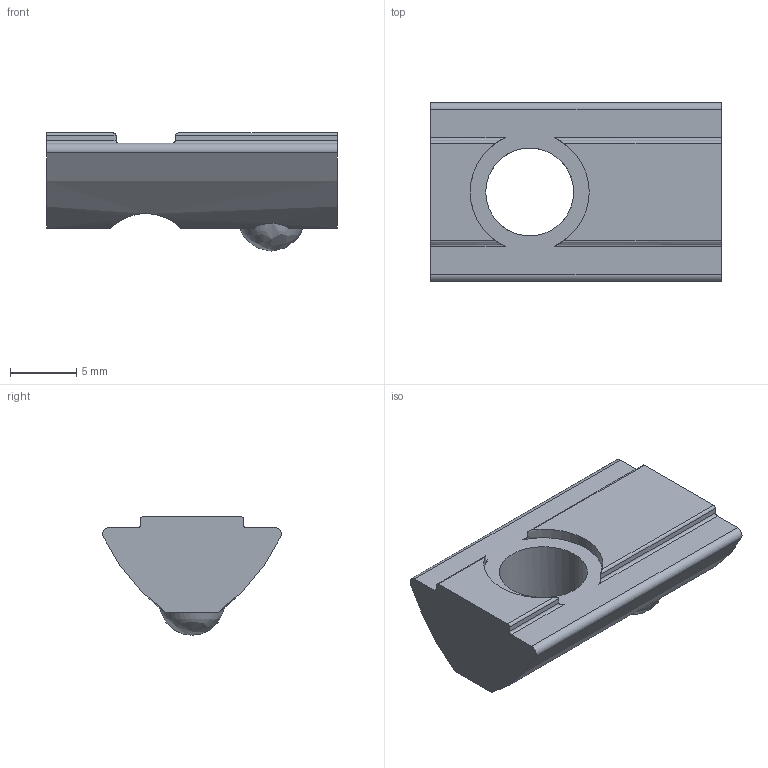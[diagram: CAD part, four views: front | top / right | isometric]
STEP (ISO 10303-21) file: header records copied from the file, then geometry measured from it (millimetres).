
FILE_DESCRIPTION (( 'STEP AP214' ), '1' );
FILE_NAME ('FIXE08E6543.STEP', '2025-10-01T14:41:48', ( '' ), ( '' ), 'SwSTEP 2.0', 'SolidWorks 2021', '' );
FILE_SCHEMA (( 'AUTOMOTIVE_DESIGN' ));
Length unit declared in the file: millimetre
Products named in the file (1): FIXE08E6543
Bounding box: 22 x 13.5 x 8.95 mm (x, y, z)
Volume: 1288.6 mm3; surface area: 975.1 mm2
Topology: 1 solids, 1 shells, 30 faces, 87 edges, 58 vertices
Faces by surface type: cylinder 17, plane 12, bspline 1
Entity records: 1193 total; most frequent: CARTESIAN_POINT 353, ORIENTED_EDGE 174, DIRECTION 161, EDGE_CURVE 87, VERTEX_POINT 58, AXIS2_PLACEMENT_3D 58, LINE 45, VECTOR 45
